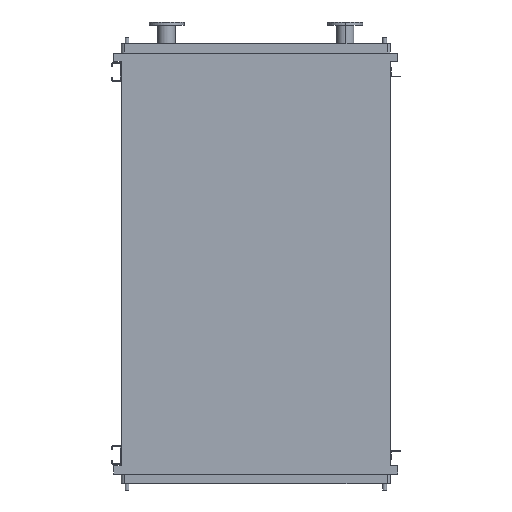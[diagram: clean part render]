
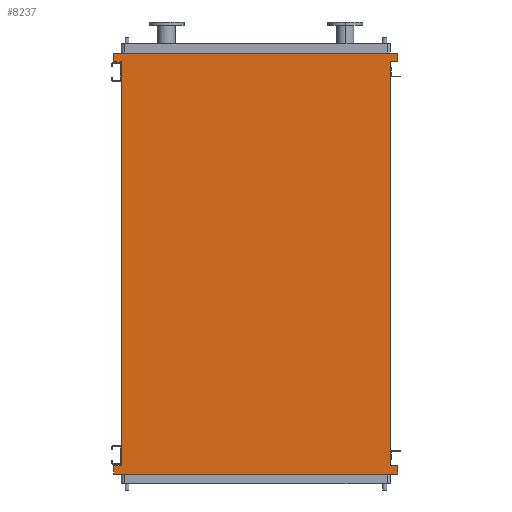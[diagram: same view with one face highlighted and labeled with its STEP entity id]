
A CAD part, front view. The second image highlights one B-rep face of the part: STEP entity #8237.
In plain terms, the highlighted planar face has unit normal (0, -1, 0).
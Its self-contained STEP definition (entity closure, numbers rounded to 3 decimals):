
#192 = LINE ( 'NONE', #10701, #10050 ) ;
#287 = AXIS2_PLACEMENT_3D ( 'NONE', #6519, #4789, #3149 ) ;
#398 = VERTEX_POINT ( 'NONE', #4690 ) ;
#492 = VERTEX_POINT ( 'NONE', #10978 ) ;
#504 = LINE ( 'NONE', #4053, #3809 ) ;
#564 = ORIENTED_EDGE ( 'NONE', *, *, #5623, .F. ) ;
#619 = VERTEX_POINT ( 'NONE', #8732 ) ;
#761 = LINE ( 'NONE', #8706, #3123 ) ;
#1207 = VERTEX_POINT ( 'NONE', #7404 ) ;
#1272 = CARTESIAN_POINT ( 'NONE',  ( -845., 0., -2493. ) ) ;
#1301 = EDGE_CURVE ( 'NONE', #619, #1959, #10995, .T. ) ;
#1407 = DIRECTION ( 'NONE',  ( 0., 0., 1. ) ) ;
#1450 = CARTESIAN_POINT ( 'NONE',  ( 891., 0., 43. ) ) ;
#1684 = CARTESIAN_POINT ( 'NONE',  ( 891., 0., -2493. ) ) ;
#1791 = EDGE_CURVE ( 'NONE', #9975, #5452, #2658, .T. ) ;
#1881 = LINE ( 'NONE', #9746, #6349 ) ;
#1959 = VERTEX_POINT ( 'NONE', #11022 ) ;
#1981 = LINE ( 'NONE', #3555, #4178 ) ;
#2159 = VECTOR ( 'NONE', #4923, 1000. ) ;
#2226 = VERTEX_POINT ( 'NONE', #3986 ) ;
#2457 = EDGE_CURVE ( 'NONE', #7390, #10426, #1981, .T. ) ;
#2586 = ORIENTED_EDGE ( 'NONE', *, *, #6899, .F. ) ;
#2658 = LINE ( 'NONE', #10529, #6841 ) ;
#2747 = EDGE_LOOP ( 'NONE', ( #5324, #10184, #4147, #7953, #3190, #9192, #2586, #4002, #11003, #5554, #3294, #564 ) ) ;
#2866 = EDGE_CURVE ( 'NONE', #492, #9975, #9104, .T. ) ;
#3123 = VECTOR ( 'NONE', #6959, 1000. ) ;
#3146 = EDGE_CURVE ( 'NONE', #398, #5452, #192, .T. ) ;
#3149 = DIRECTION ( 'NONE',  ( 0., 0., -1. ) ) ;
#3190 = ORIENTED_EDGE ( 'NONE', *, *, #1301, .F. ) ;
#3289 = CARTESIAN_POINT ( 'NONE',  ( -891., 0., 95. ) ) ;
#3294 = ORIENTED_EDGE ( 'NONE', *, *, #10606, .F. ) ;
#3436 = DIRECTION ( 'NONE',  ( 0., 0., 1. ) ) ;
#3555 = CARTESIAN_POINT ( 'NONE',  ( -891., 0., -2493. ) ) ;
#3595 = DIRECTION ( 'NONE',  ( 0., 0., -1. ) ) ;
#3734 = EDGE_CURVE ( 'NONE', #7402, #619, #504, .T. ) ;
#3809 = VECTOR ( 'NONE', #4161, 1000. ) ;
#3966 = CARTESIAN_POINT ( 'NONE',  ( -891., 0., -2493. ) ) ;
#3986 = CARTESIAN_POINT ( 'NONE',  ( 891., 0., -2493. ) ) ;
#4002 = ORIENTED_EDGE ( 'NONE', *, *, #2457, .F. ) ;
#4053 = CARTESIAN_POINT ( 'NONE',  ( -891., 0., 43. ) ) ;
#4074 = VECTOR ( 'NONE', #3595, 1000. ) ;
#4111 = CARTESIAN_POINT ( 'NONE',  ( 891., 0., 43. ) ) ;
#4147 = ORIENTED_EDGE ( 'NONE', *, *, #2866, .F. ) ;
#4161 = DIRECTION ( 'NONE',  ( -1., 0., 0. ) ) ;
#4178 = VECTOR ( 'NONE', #9625, 1000. ) ;
#4442 = CARTESIAN_POINT ( 'NONE',  ( 891., 0., -2545. ) ) ;
#4690 = CARTESIAN_POINT ( 'NONE',  ( 845., 0., -2493. ) ) ;
#4789 = DIRECTION ( 'NONE',  ( 0., -1., 0. ) ) ;
#4923 = DIRECTION ( 'NONE',  ( 0., 0., 1. ) ) ;
#5082 = VECTOR ( 'NONE', #8254, 1000. ) ;
#5217 = EDGE_CURVE ( 'NONE', #8587, #1207, #761, .T. ) ;
#5324 = ORIENTED_EDGE ( 'NONE', *, *, #3146, .T. ) ;
#5452 = VERTEX_POINT ( 'NONE', #6946 ) ;
#5475 = DIRECTION ( 'NONE',  ( 1., 0., 0. ) ) ;
#5554 = ORIENTED_EDGE ( 'NONE', *, *, #5217, .F. ) ;
#5623 = EDGE_CURVE ( 'NONE', #398, #2226, #1881, .T. ) ;
#5855 = VECTOR ( 'NONE', #1407, 1000. ) ;
#5945 = EDGE_CURVE ( 'NONE', #1959, #492, #6108, .T. ) ;
#6076 = DIRECTION ( 'NONE',  ( -1., 0., 0. ) ) ;
#6108 = LINE ( 'NONE', #10279, #9069 ) ;
#6349 = VECTOR ( 'NONE', #5475, 1000. ) ;
#6519 = CARTESIAN_POINT ( 'NONE',  ( -845., 0., -2450. ) ) ;
#6807 = LINE ( 'NONE', #1684, #4074 ) ;
#6841 = VECTOR ( 'NONE', #6076, 1000. ) ;
#6899 = EDGE_CURVE ( 'NONE', #10426, #7402, #7712, .T. ) ;
#6921 = VECTOR ( 'NONE', #3436, 1000. ) ;
#6946 = CARTESIAN_POINT ( 'NONE',  ( 845., 0., 43. ) ) ;
#6959 = DIRECTION ( 'NONE',  ( -1., 0., 0. ) ) ;
#7390 = VERTEX_POINT ( 'NONE', #3966 ) ;
#7402 = VERTEX_POINT ( 'NONE', #10937 ) ;
#7404 = CARTESIAN_POINT ( 'NONE',  ( -891., 0., -2545. ) ) ;
#7712 = LINE ( 'NONE', #8334, #6921 ) ;
#7953 = ORIENTED_EDGE ( 'NONE', *, *, #5945, .F. ) ;
#8237 = ADVANCED_FACE ( 'NONE', ( #9169 ), #9892, .T. ) ;
#8254 = DIRECTION ( 'NONE',  ( 0., 0., -1. ) ) ;
#8331 = EDGE_CURVE ( 'NONE', #1207, #7390, #9119, .T. ) ;
#8334 = CARTESIAN_POINT ( 'NONE',  ( -845., 0., -2450. ) ) ;
#8587 = VERTEX_POINT ( 'NONE', #4442 ) ;
#8706 = CARTESIAN_POINT ( 'NONE',  ( 891., 0., -2545. ) ) ;
#8732 = CARTESIAN_POINT ( 'NONE',  ( -891., 0., 43. ) ) ;
#9022 = DIRECTION ( 'NONE',  ( 0., 0., 1. ) ) ;
#9069 = VECTOR ( 'NONE', #9544, 1000. ) ;
#9104 = LINE ( 'NONE', #1450, #5082 ) ;
#9119 = LINE ( 'NONE', #9780, #5855 ) ;
#9169 = FACE_OUTER_BOUND ( 'NONE', #2747, .T. ) ;
#9192 = ORIENTED_EDGE ( 'NONE', *, *, #3734, .F. ) ;
#9544 = DIRECTION ( 'NONE',  ( 1., 0., 0. ) ) ;
#9625 = DIRECTION ( 'NONE',  ( 1., 0., 0. ) ) ;
#9746 = CARTESIAN_POINT ( 'NONE',  ( 845., 0., -2493. ) ) ;
#9780 = CARTESIAN_POINT ( 'NONE',  ( -891., 0., -2545. ) ) ;
#9892 = PLANE ( 'NONE',  #287 ) ;
#9975 = VERTEX_POINT ( 'NONE', #4111 ) ;
#10050 = VECTOR ( 'NONE', #9022, 1000. ) ;
#10184 = ORIENTED_EDGE ( 'NONE', *, *, #1791, .F. ) ;
#10279 = CARTESIAN_POINT ( 'NONE',  ( 891., 0., 95. ) ) ;
#10426 = VERTEX_POINT ( 'NONE', #1272 ) ;
#10529 = CARTESIAN_POINT ( 'NONE',  ( 845., 0., 43. ) ) ;
#10606 = EDGE_CURVE ( 'NONE', #2226, #8587, #6807, .T. ) ;
#10701 = CARTESIAN_POINT ( 'NONE',  ( 845., 0., -2450. ) ) ;
#10937 = CARTESIAN_POINT ( 'NONE',  ( -845., 0., 43. ) ) ;
#10978 = CARTESIAN_POINT ( 'NONE',  ( 891., 0., 95. ) ) ;
#10995 = LINE ( 'NONE', #3289, #2159 ) ;
#11003 = ORIENTED_EDGE ( 'NONE', *, *, #8331, .F. ) ;
#11022 = CARTESIAN_POINT ( 'NONE',  ( -891., 0., 95. ) ) ;
